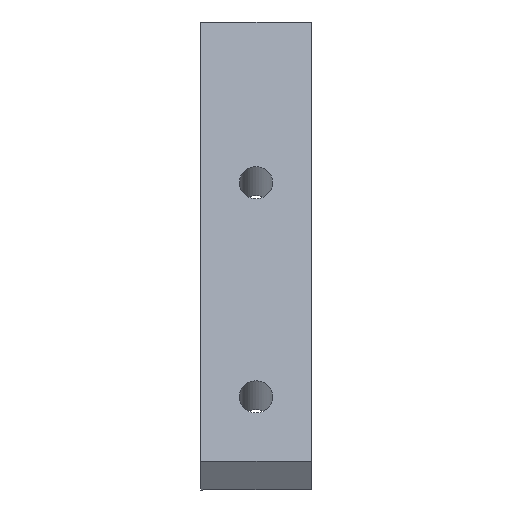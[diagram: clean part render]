
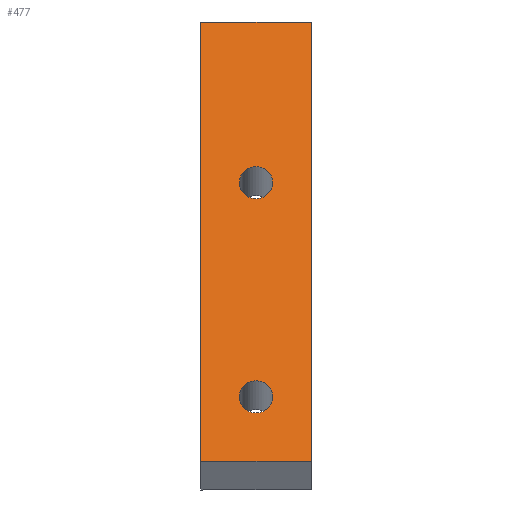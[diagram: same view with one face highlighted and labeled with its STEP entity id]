
A CAD part, top view. The second image highlights one B-rep face of the part: STEP entity #477.
In plain terms, the highlighted planar face has unit normal (0, 0.259, 0.966).
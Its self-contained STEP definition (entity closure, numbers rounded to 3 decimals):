
#25=FACE_BOUND('',#82,.T.);
#26=FACE_BOUND('',#83,.T.);
#36=CIRCLE('',#518,1.5);
#37=CIRCLE('',#519,1.5);
#55=FACE_OUTER_BOUND('',#81,.T.);
#81=EDGE_LOOP('',(#330,#331,#332,#333));
#82=EDGE_LOOP('',(#334));
#83=EDGE_LOOP('',(#335));
#120=LINE('',#708,#169);
#121=LINE('',#711,#170);
#122=LINE('',#713,#171);
#123=LINE('',#714,#172);
#169=VECTOR('',#567,10.);
#170=VECTOR('',#570,10.);
#171=VECTOR('',#571,10.);
#172=VECTOR('',#572,10.);
#216=VERTEX_POINT('',#702);
#218=VERTEX_POINT('',#706);
#219=VERTEX_POINT('',#710);
#220=VERTEX_POINT('',#712);
#221=VERTEX_POINT('',#715);
#222=VERTEX_POINT('',#717);
#262=EDGE_CURVE('',#216,#218,#120,.T.);
#263=EDGE_CURVE('',#219,#218,#121,.T.);
#264=EDGE_CURVE('',#220,#219,#122,.T.);
#265=EDGE_CURVE('',#220,#216,#123,.T.);
#266=EDGE_CURVE('',#221,#221,#36,.T.);
#267=EDGE_CURVE('',#222,#222,#37,.T.);
#330=ORIENTED_EDGE('',*,*,#262,.T.);
#331=ORIENTED_EDGE('',*,*,#263,.F.);
#332=ORIENTED_EDGE('',*,*,#264,.F.);
#333=ORIENTED_EDGE('',*,*,#265,.T.);
#334=ORIENTED_EDGE('',*,*,#266,.T.);
#335=ORIENTED_EDGE('',*,*,#267,.T.);
#461=PLANE('',#517);
#477=ADVANCED_FACE('',(#55,#25,#26),#461,.T.);
#517=AXIS2_PLACEMENT_3D('',#709,#568,#569);
#518=AXIS2_PLACEMENT_3D('',#716,#573,#574);
#519=AXIS2_PLACEMENT_3D('',#718,#575,#576);
#567=DIRECTION('',(1.,0.,0.));
#568=DIRECTION('center_axis',(0.,0.259,0.966));
#569=DIRECTION('ref_axis',(1.,0.,0.));
#570=DIRECTION('',(0.,-0.966,0.259));
#571=DIRECTION('',(1.,0.,0.));
#572=DIRECTION('',(0.,-0.966,0.259));
#573=DIRECTION('center_axis',(0.,-0.259,-0.966));
#574=DIRECTION('ref_axis',(1.,0.,0.));
#575=DIRECTION('center_axis',(0.,-0.259,-0.966));
#576=DIRECTION('ref_axis',(1.,0.,0.));
#702=CARTESIAN_POINT('',(-3.,-64.603,12.358));
#706=CARTESIAN_POINT('',(7.,-64.603,12.358));
#708=CARTESIAN_POINT('',(-0.5,-64.603,12.358));
#709=CARTESIAN_POINT('Origin',(0.,-46.,7.373));
#710=CARTESIAN_POINT('',(7.,-25.,1.746));
#711=CARTESIAN_POINT('',(7.,-67.,13.));
#712=CARTESIAN_POINT('',(-3.,-25.,1.746));
#713=CARTESIAN_POINT('',(-1.,-25.,1.746));
#714=CARTESIAN_POINT('',(-3.,-34.707,4.347));
#715=CARTESIAN_POINT('',(0.5,-58.807,10.805));
#716=CARTESIAN_POINT('Origin',(2.,-58.807,10.805));
#717=CARTESIAN_POINT('',(0.5,-39.489,5.628));
#718=CARTESIAN_POINT('Origin',(2.,-39.489,5.628));
